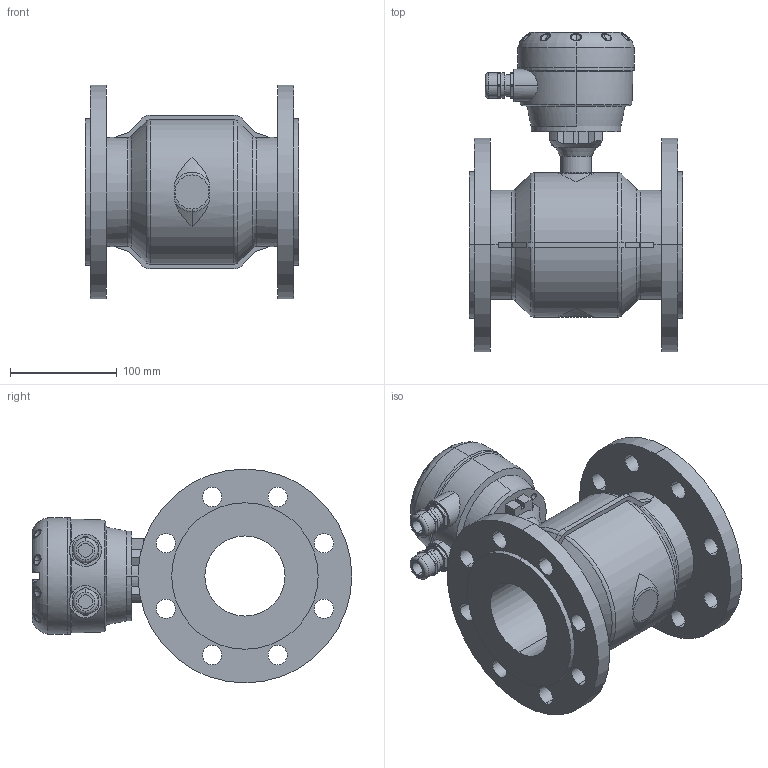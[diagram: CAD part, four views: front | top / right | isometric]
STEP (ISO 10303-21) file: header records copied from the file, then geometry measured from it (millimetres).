
FILE_DESCRIPTION (( 'STEP AP203' ), '1' );
FILE_NAME ('KROHNE_WATERFLUX_3000F_DIN2633_DN80_PN16.STEP', '2012-12-30T18:14:57', ( '' ), ( '' ), 'SwSTEP 2.0', 'SolidWorks 2012', '' );
FILE_SCHEMA (( 'CONFIG_CONTROL_DESIGN' ));
Length unit declared in the file: millimetre
Products named in the file (1): KROHNE_WATERFLUX_3000F_DIN2633_DN80_PN16
Bounding box: 200 x 298.99 x 200 mm (x, y, z)
Volume: 2868630.4 mm3; surface area: 348393.6 mm2
Topology: 14 solids, 14 shells, 484 faces, 1224 edges, 787 vertices
Faces by surface type: plane 179, cylinder 156, bspline 63, torus 41, sphere 24, cone 21
Entity records: 19360 total; most frequent: CARTESIAN_POINT 7825, ORIENTED_EDGE 2432, DIRECTION 2301, EDGE_CURVE 1216, AXIS2_PLACEMENT_3D 881, VERTEX_POINT 787, EDGE_LOOP 571, VECTOR 539
